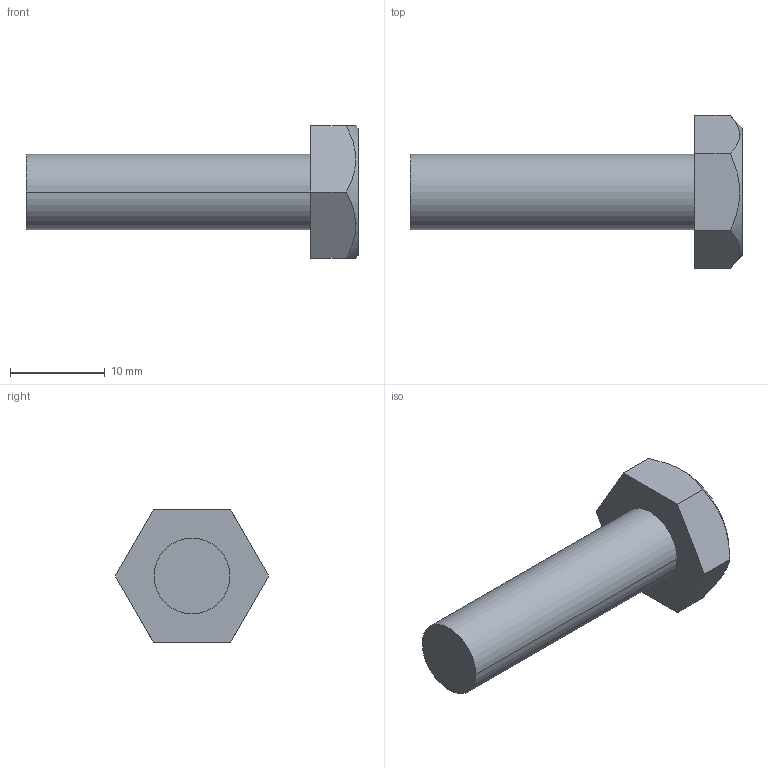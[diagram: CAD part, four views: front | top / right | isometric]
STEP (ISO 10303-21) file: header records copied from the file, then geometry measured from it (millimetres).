
FILE_DESCRIPTION(('CATIA V5 STEP Exchange'),'2;1');
FILE_NAME('bolt.stp','2021-06-26T14:38:52+00:00',('none'),('none'),'CATIA Version 5 Release 20 GA (IN-10)','CATIA V5 STEP AP203','none');
FILE_SCHEMA(('CONFIG_CONTROL_DESIGN'));
Length unit declared in the file: millimetre
Products named in the file (1): bolt
Bounding box: 35 x 16.17 x 14 mm (x, y, z)
Volume: 2347 mm3; surface area: 1317.7 mm2
Topology: 1 solids, 1 shells, 13 faces, 30 edges, 20 vertices
Faces by surface type: plane 9, cylinder 2, cone 2
Entity records: 492 total; most frequent: CARTESIAN_POINT 174, ORIENTED_EDGE 60, DIRECTION 44, EDGE_CURVE 30, VERTEX_POINT 20, AXIS2_PLACEMENT_3D 18, VECTOR 16, LINE 16
